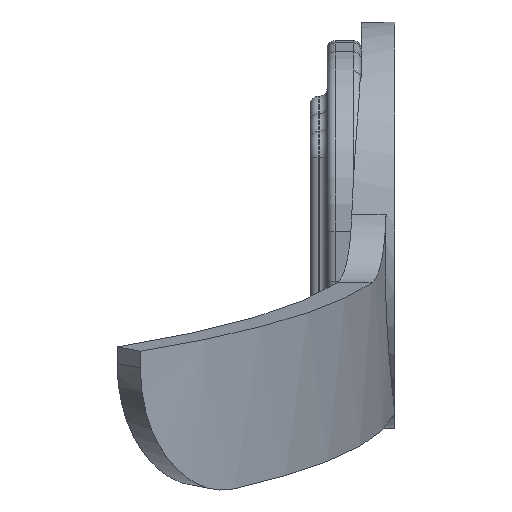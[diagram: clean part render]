
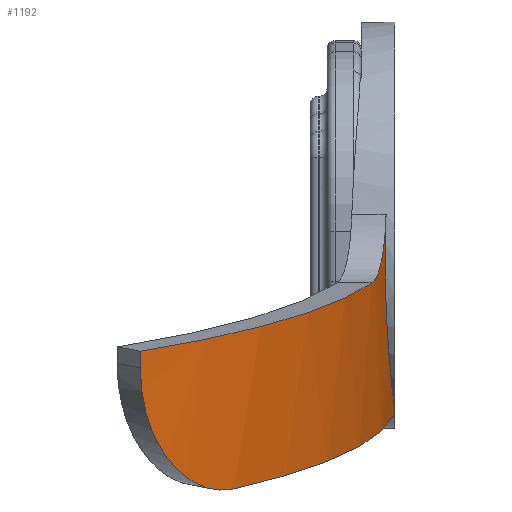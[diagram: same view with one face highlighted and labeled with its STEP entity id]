
A CAD part, top view. The second image highlights one B-rep face of the part: STEP entity #1192.
In plain terms, the highlighted cylindrical face has radius 71.5 mm (diameter 143 mm), a partial arc.
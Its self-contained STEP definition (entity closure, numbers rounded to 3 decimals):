
#38=B_SPLINE_CURVE_WITH_KNOTS('',3,(#1816,#1817,#1818,#1819,#1820,#1821,
#1822,#1823,#1824,#1825),.UNSPECIFIED.,.F.,.F.,(4,2,2,2,4),(0.143,
0.244,0.489,0.739,0.989),
 .UNSPECIFIED.);
#40=B_SPLINE_CURVE_WITH_KNOTS('',3,(#1849,#1850,#1851,#1852,#1853,#1854),
 .UNSPECIFIED.,.F.,.F.,(4,2,4),(0.982,1.227,1.293),
 .UNSPECIFIED.);
#42=B_SPLINE_CURVE_WITH_KNOTS('',3,(#1873,#1874,#1875,#1876,#1877,#1878,
#1879,#1880,#1881,#1882,#1883,#1884,#1885,#1886,#1887,#1888,#1889,#1890,
#1891,#1892,#1893,#1894,#1895,#1896,#1897,#1898,#1899,#1900,#1901,#1902,
#1903,#1904),.UNSPECIFIED.,.F.,.F.,(4,2,2,2,2,2,3,2,2,2,2,2,3,2,4),(5.064,
5.223,5.351,5.417,5.461,5.504,
5.563,5.804,6.144,6.485,6.825,
7.164,7.172,7.217,7.319),
 .UNSPECIFIED.);
#44=B_SPLINE_CURVE_WITH_KNOTS('',3,(#1921,#1922,#1923,#1924,#1925,#1926,
#1927,#1928,#1929,#1930),.UNSPECIFIED.,.F.,.F.,(4,2,2,2,4),(7.612,
8.083,8.554,9.028,9.502),
 .UNSPECIFIED.);
#82=CYLINDRICAL_SURFACE('',#1371,71.5);
#157=FACE_OUTER_BOUND('',#236,.T.);
#236=EDGE_LOOP('',(#1087,#1088,#1089,#1090,#1091,#1092,#1093));
#312=LINE('',#2235,#387);
#387=VECTOR('',#1777,10.);
#397=CIRCLE('',#1221,71.5);
#399=CIRCLE('',#1228,71.5);
#492=VERTEX_POINT('',#1814);
#493=VERTEX_POINT('',#1815);
#497=VERTEX_POINT('',#1843);
#498=VERTEX_POINT('',#1847);
#499=VERTEX_POINT('',#1848);
#503=VERTEX_POINT('',#1918);
#504=VERTEX_POINT('',#1920);
#594=EDGE_CURVE('',#492,#493,#38,.T.);
#600=EDGE_CURVE('',#493,#497,#397,.T.);
#601=EDGE_CURVE('',#498,#499,#40,.T.);
#607=EDGE_CURVE('',#492,#499,#42,.T.);
#610=EDGE_CURVE('',#504,#503,#44,.T.);
#613=EDGE_CURVE('',#503,#498,#399,.T.);
#751=EDGE_CURVE('',#497,#504,#312,.T.);
#1087=ORIENTED_EDGE('',*,*,#607,.F.);
#1088=ORIENTED_EDGE('',*,*,#594,.T.);
#1089=ORIENTED_EDGE('',*,*,#600,.T.);
#1090=ORIENTED_EDGE('',*,*,#751,.T.);
#1091=ORIENTED_EDGE('',*,*,#610,.T.);
#1092=ORIENTED_EDGE('',*,*,#613,.T.);
#1093=ORIENTED_EDGE('',*,*,#601,.T.);
#1192=ADVANCED_FACE('',(#157),#82,.T.);
#1221=AXIS2_PLACEMENT_3D('',#1845,#1411,#1412);
#1228=AXIS2_PLACEMENT_3D('',#1935,#1431,#1432);
#1371=AXIS2_PLACEMENT_3D('',#2234,#1775,#1776);
#1411=DIRECTION('center_axis',(0.,-0.985,
-0.174));
#1412=DIRECTION('ref_axis',(0.999,-0.007,0.038));
#1431=DIRECTION('center_axis',(0.,0.985,0.174));
#1432=DIRECTION('ref_axis',(0.999,-0.007,0.038));
#1775=DIRECTION('center_axis',(0.,0.985,0.174));
#1776=DIRECTION('ref_axis',(0.999,-0.007,0.038));
#1777=DIRECTION('',(0.,-0.985,-0.174));
#1814=CARTESIAN_POINT('',(77.678,393.934,-422.024));
#1815=CARTESIAN_POINT('',(76.439,387.869,-416.662));
#1816=CARTESIAN_POINT('Ctrl Pts',(77.678,393.934,-422.024));
#1817=CARTESIAN_POINT('Ctrl Pts',(77.666,393.578,-422.006));
#1818=CARTESIAN_POINT('Ctrl Pts',(77.65,393.221,-421.958));
#1819=CARTESIAN_POINT('Ctrl Pts',(77.578,392.027,-421.694));
#1820=CARTESIAN_POINT('Ctrl Pts',(77.499,391.225,-421.332));
#1821=CARTESIAN_POINT('Ctrl Pts',(77.298,389.881,-420.398));
#1822=CARTESIAN_POINT('Ctrl Pts',(77.162,389.255,-419.758));
#1823=CARTESIAN_POINT('Ctrl Pts',(76.831,388.32,-418.289));
#1824=CARTESIAN_POINT('Ctrl Pts',(76.636,388.01,-417.46));
#1825=CARTESIAN_POINT('Ctrl Pts',(76.439,387.869,-416.662));
#1843=CARTESIAN_POINT('',(55.921,381.752,-381.966));
#1845=CARTESIAN_POINT('Origin',(6.959,390.8,-433.28));
#1847=CARTESIAN_POINT('',(78.301,376.188,-431.036));
#1848=CARTESIAN_POINT('',(78.441,375.945,-434.243));
#1849=CARTESIAN_POINT('Ctrl Pts',(78.301,376.188,-431.036));
#1850=CARTESIAN_POINT('Ctrl Pts',(78.356,376.329,-431.838));
#1851=CARTESIAN_POINT('Ctrl Pts',(78.398,376.32,-432.723));
#1852=CARTESIAN_POINT('Ctrl Pts',(78.43,376.083,-433.798));
#1853=CARTESIAN_POINT('Ctrl Pts',(78.436,376.02,-434.023));
#1854=CARTESIAN_POINT('Ctrl Pts',(78.441,375.945,-434.243));
#1873=CARTESIAN_POINT('Ctrl Pts',(77.678,393.934,-422.024));
#1874=CARTESIAN_POINT('Ctrl Pts',(77.66,393.396,-421.996));
#1875=CARTESIAN_POINT('Ctrl Pts',(77.645,392.857,-421.992));
#1876=CARTESIAN_POINT('Ctrl Pts',(77.625,391.884,-422.029));
#1877=CARTESIAN_POINT('Ctrl Pts',(77.618,391.45,-422.062));
#1878=CARTESIAN_POINT('Ctrl Pts',(77.611,390.795,-422.134));
#1879=CARTESIAN_POINT('Ctrl Pts',(77.61,390.573,-422.163));
#1880=CARTESIAN_POINT('Ctrl Pts',(77.608,390.204,-422.218));
#1881=CARTESIAN_POINT('Ctrl Pts',(77.608,390.056,-422.242));
#1882=CARTESIAN_POINT('Ctrl Pts',(77.608,389.767,-422.292));
#1883=CARTESIAN_POINT('Ctrl Pts',(77.608,389.626,-422.318));
#1884=CARTESIAN_POINT('Ctrl Pts',(77.609,389.287,-422.386));
#1885=CARTESIAN_POINT('Ctrl Pts',(77.61,389.091,-422.429));
#1886=CARTESIAN_POINT('Ctrl Pts',(77.612,388.894,-422.474));
#1887=CARTESIAN_POINT('Ctrl Pts',(77.619,388.098,-422.661));
#1888=CARTESIAN_POINT('Ctrl Pts',(77.635,387.3,-422.906));
#1889=CARTESIAN_POINT('Ctrl Pts',(77.694,385.408,-423.637));
#1890=CARTESIAN_POINT('Ctrl Pts',(77.746,384.328,-424.181));
#1891=CARTESIAN_POINT('Ctrl Pts',(77.871,382.301,-425.475));
#1892=CARTESIAN_POINT('Ctrl Pts',(77.945,381.353,-426.224));
#1893=CARTESIAN_POINT('Ctrl Pts',(78.092,379.647,-427.872));
#1894=CARTESIAN_POINT('Ctrl Pts',(78.167,378.888,-428.769));
#1895=CARTESIAN_POINT('Ctrl Pts',(78.295,377.594,-430.623));
#1896=CARTESIAN_POINT('Ctrl Pts',(78.354,377.014,-431.642));
#1897=CARTESIAN_POINT('Ctrl Pts',(78.396,376.524,-432.751));
#1898=CARTESIAN_POINT('Ctrl Pts',(78.397,376.512,-432.779));
#1899=CARTESIAN_POINT('Ctrl Pts',(78.398,376.5,-432.806));
#1900=CARTESIAN_POINT('Ctrl Pts',(78.404,376.437,-432.95));
#1901=CARTESIAN_POINT('Ctrl Pts',(78.409,376.376,-433.095));
#1902=CARTESIAN_POINT('Ctrl Pts',(78.424,376.183,-433.571));
#1903=CARTESIAN_POINT('Ctrl Pts',(78.433,376.059,-433.906));
#1904=CARTESIAN_POINT('Ctrl Pts',(78.441,375.945,-434.243));
#1918=CARTESIAN_POINT('',(64.276,369.59,-393.617));
#1920=CARTESIAN_POINT('',(55.921,380.274,-382.226));
#1921=CARTESIAN_POINT('Ctrl Pts',(55.921,380.274,-382.226));
#1922=CARTESIAN_POINT('Ctrl Pts',(55.921,378.728,-382.499));
#1923=CARTESIAN_POINT('Ctrl Pts',(56.151,377.116,-383.));
#1924=CARTESIAN_POINT('Ctrl Pts',(57.069,374.237,-384.407));
#1925=CARTESIAN_POINT('Ctrl Pts',(57.755,372.97,-385.316));
#1926=CARTESIAN_POINT('Ctrl Pts',(59.299,371.058,-387.285));
#1927=CARTESIAN_POINT('Ctrl Pts',(60.26,370.289,-388.478));
#1928=CARTESIAN_POINT('Ctrl Pts',(62.278,369.445,-391.019));
#1929=CARTESIAN_POINT('Ctrl Pts',(63.332,369.37,-392.37));
#1930=CARTESIAN_POINT('Ctrl Pts',(64.276,369.59,-393.617));
#1935=CARTESIAN_POINT('Origin',(6.959,377.012,-435.711));
#2234=CARTESIAN_POINT('Origin',(6.959,391.784,-433.106));
#2235=CARTESIAN_POINT('',(55.921,397.509,-379.187));
